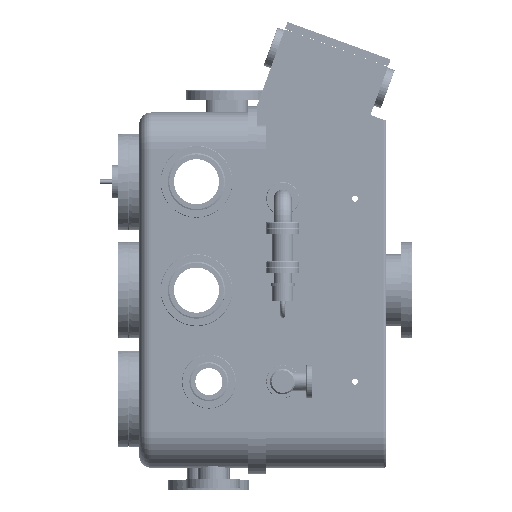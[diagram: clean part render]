
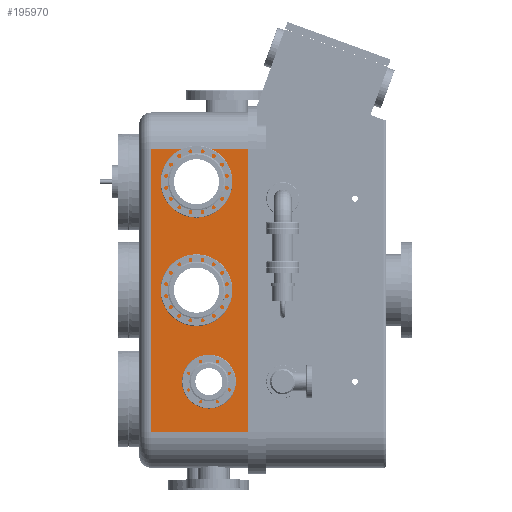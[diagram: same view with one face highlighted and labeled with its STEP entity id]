
A CAD part, left-side view. The second image highlights one B-rep face of the part: STEP entity #195970.
In plain terms, the highlighted planar face has unit normal (-1, 0, 0).
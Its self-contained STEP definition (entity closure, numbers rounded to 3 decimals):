
#188070=CARTESIAN_POINT('',(-228.6,187.258,-118.31));
#188080=VERTEX_POINT('',#188070);
#188110=CARTESIAN_POINT('',(-228.6,-111.192,-118.31));
#188120=DIRECTION('',(0.,1.,0.));
#188130=VECTOR('',#188120,1.);
#188140=LINE('',#188110,#188130);
#188150=CARTESIAN_POINT('',(-228.6,-15.942,-118.31));
#188160=VERTEX_POINT('',#188150);
#188170=EDGE_CURVE('',#188160,#188080,#188140,.T.);
#190010=CARTESIAN_POINT('',(-228.6,-111.192,478.59));
#190020=DIRECTION('',(0.,-1.,0.));
#190030=VECTOR('',#190020,1.);
#190040=LINE('',#190010,#190030);
#190050=CARTESIAN_POINT('',(-228.6,187.258,478.59));
#190060=VERTEX_POINT('',#190050);
#190070=CARTESIAN_POINT('',(-228.6,-15.942,478.59));
#190080=VERTEX_POINT('',#190070);
#190090=EDGE_CURVE('',#190060,#190080,#190040,.T.);
#195310=CARTESIAN_POINT('',(-228.6,174.558,478.59));
#195320=DIRECTION('',(-1.,0.,0.));
#195330=DIRECTION('',(0.,0.,-1.));
#195340=AXIS2_PLACEMENT_3D('',#195310,#195320,#195330);
#195350=PLANE('',#195340);
#195360=CARTESIAN_POINT('',(-228.6,-15.942,0.483));
#195370=DIRECTION('',(0.,0.,1.));
#195380=VECTOR('',#195370,1.);
#195390=LINE('',#195360,#195380);
#195400=EDGE_CURVE('',#188160,#190080,#195390,.T.);
#195410=ORIENTED_EDGE('',*,*,#195400,.T.);
#195420=ORIENTED_EDGE('',*,*,#188170,.F.);
#195430=CARTESIAN_POINT('',(-228.6,187.258,0.483));
#195440=DIRECTION('',(0.,0.,1.));
#195450=VECTOR('',#195440,1.);
#195460=LINE('',#195430,#195450);
#195470=EDGE_CURVE('',#188080,#190060,#195460,.T.);
#195480=ORIENTED_EDGE('',*,*,#195470,.F.);
#195490=ORIENTED_EDGE('',*,*,#190090,.F.);
#195500=EDGE_LOOP('',(#195490,#195480,#195420,#195410));
#195510=FACE_OUTER_BOUND('',#195500,.T.);
#195520=CARTESIAN_POINT('',(-228.6,92.008,180.14));
#195530=DIRECTION('',(-1.,0.,0.));
#195540=DIRECTION('',(0.,1.,0.));
#195550=AXIS2_PLACEMENT_3D('',#195520,#195530,#195540);
#195560=CIRCLE('',#195550,51.054);
#195570=CARTESIAN_POINT('',(-228.6,143.062,180.14));
#195580=VERTEX_POINT('',#195570);
#195590=CARTESIAN_POINT('',(-228.6,40.954,180.14));
#195600=VERTEX_POINT('',#195590);
#195610=EDGE_CURVE('',#195580,#195600,#195560,.T.);
#195620=ORIENTED_EDGE('',*,*,#195610,.F.);
#195630=EDGE_CURVE('',#195600,#195580,#195560,.T.);
#195640=ORIENTED_EDGE('',*,*,#195630,.F.);
#195650=EDGE_LOOP('',(#195640,#195620));
#195660=FACE_BOUND('',#195650,.T.);
#195670=CARTESIAN_POINT('',(-228.6,92.008,408.74));
#195680=DIRECTION('',(1.,0.,0.));
#195690=DIRECTION('',(0.,1.,0.));
#195700=AXIS2_PLACEMENT_3D('',#195670,#195680,#195690);
#195710=CIRCLE('',#195700,51.054);
#195720=CARTESIAN_POINT('',(-228.6,143.062,408.74));
#195730=VERTEX_POINT('',#195720);
#195740=CARTESIAN_POINT('',(-228.6,40.954,408.74));
#195750=VERTEX_POINT('',#195740);
#195760=EDGE_CURVE('',#195730,#195750,#195710,.T.);
#195770=ORIENTED_EDGE('',*,*,#195760,.T.);
#195780=EDGE_CURVE('',#195750,#195730,#195710,.T.);
#195790=ORIENTED_EDGE('',*,*,#195780,.T.);
#195800=EDGE_LOOP('',(#195790,#195770));
#195810=FACE_BOUND('',#195800,.T.);
#195820=CARTESIAN_POINT('',(-228.6,65.795,-12.697));
#195830=DIRECTION('',(1.,0.,0.));
#195840=DIRECTION('',(0.,1.,0.));
#195850=AXIS2_PLACEMENT_3D('',#195820,#195830,#195840);
#195860=CIRCLE('',#195850,32.004);
#195870=CARTESIAN_POINT('',(-228.6,97.799,-12.697));
#195880=VERTEX_POINT('',#195870);
#195890=CARTESIAN_POINT('',(-228.6,33.791,-12.697));
#195900=VERTEX_POINT('',#195890);
#195910=EDGE_CURVE('',#195880,#195900,#195860,.T.);
#195920=ORIENTED_EDGE('',*,*,#195910,.T.);
#195930=EDGE_CURVE('',#195900,#195880,#195860,.T.);
#195940=ORIENTED_EDGE('',*,*,#195930,.T.);
#195950=EDGE_LOOP('',(#195940,#195920));
#195960=FACE_BOUND('',#195950,.T.);
#195970=ADVANCED_FACE('',(#195510,#195660,#195810,#195960),#195350,.T.);
